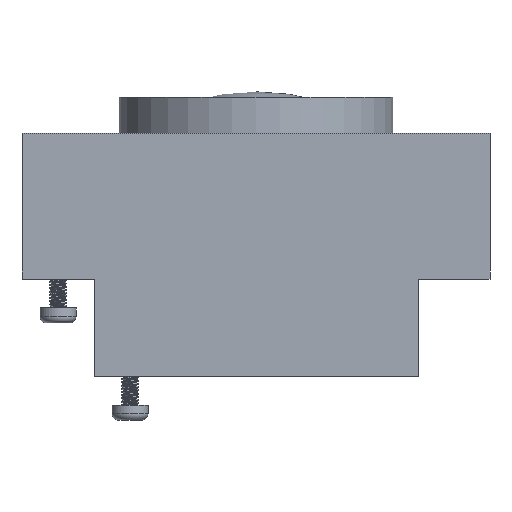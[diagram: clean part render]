
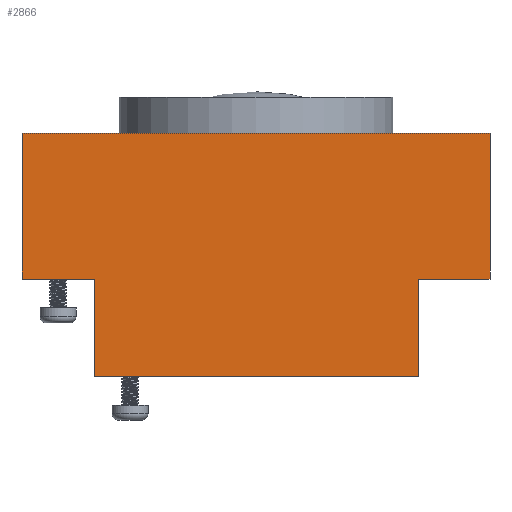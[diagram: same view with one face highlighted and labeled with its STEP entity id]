
A CAD part, front view. The second image highlights one B-rep face of the part: STEP entity #2866.
In plain terms, the highlighted planar face has unit normal (0, -1, 0).
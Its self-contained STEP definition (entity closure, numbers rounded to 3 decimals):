
#168=PLANE('',#3102);
#369=FACE_OUTER_BOUND('',#534,.T.);
#534=EDGE_LOOP('',(#2428,#2429,#2430,#2431,#2432,#2433,#2434,#2435));
#773=LINE('',#6691,#1045);
#774=LINE('',#6693,#1046);
#775=LINE('',#6695,#1047);
#776=LINE('',#6697,#1048);
#777=LINE('',#6699,#1049);
#778=LINE('',#6701,#1050);
#779=LINE('',#6703,#1051);
#780=LINE('',#6704,#1052);
#1045=VECTOR('',#3660,10.);
#1046=VECTOR('',#3661,10.);
#1047=VECTOR('',#3662,10.);
#1048=VECTOR('',#3663,10.);
#1049=VECTOR('',#3664,10.);
#1050=VECTOR('',#3665,10.);
#1051=VECTOR('',#3666,10.);
#1052=VECTOR('',#3667,10.);
#1423=VERTEX_POINT('',#6689);
#1424=VERTEX_POINT('',#6690);
#1425=VERTEX_POINT('',#6692);
#1426=VERTEX_POINT('',#6694);
#1427=VERTEX_POINT('',#6696);
#1428=VERTEX_POINT('',#6698);
#1429=VERTEX_POINT('',#6700);
#1430=VERTEX_POINT('',#6702);
#1782=EDGE_CURVE('',#1423,#1424,#773,.T.);
#1783=EDGE_CURVE('',#1424,#1425,#774,.T.);
#1784=EDGE_CURVE('',#1425,#1426,#775,.T.);
#1785=EDGE_CURVE('',#1426,#1427,#776,.T.);
#1786=EDGE_CURVE('',#1427,#1428,#777,.T.);
#1787=EDGE_CURVE('',#1428,#1429,#778,.T.);
#1788=EDGE_CURVE('',#1429,#1430,#779,.T.);
#1789=EDGE_CURVE('',#1430,#1423,#780,.T.);
#2428=ORIENTED_EDGE('',*,*,#1782,.T.);
#2429=ORIENTED_EDGE('',*,*,#1783,.T.);
#2430=ORIENTED_EDGE('',*,*,#1784,.T.);
#2431=ORIENTED_EDGE('',*,*,#1785,.T.);
#2432=ORIENTED_EDGE('',*,*,#1786,.T.);
#2433=ORIENTED_EDGE('',*,*,#1787,.T.);
#2434=ORIENTED_EDGE('',*,*,#1788,.T.);
#2435=ORIENTED_EDGE('',*,*,#1789,.T.);
#2866=ADVANCED_FACE('',(#369),#168,.F.);
#3102=AXIS2_PLACEMENT_3D('',#6688,#3658,#3659);
#3658=DIRECTION('center_axis',(0.,1.,0.));
#3659=DIRECTION('ref_axis',(-1.,0.,0.));
#3660=DIRECTION('',(-1.,0.,0.));
#3661=DIRECTION('',(0.,0.,-1.));
#3662=DIRECTION('',(1.,0.,0.));
#3663=DIRECTION('',(0.,0.,-1.));
#3664=DIRECTION('',(1.,0.,0.));
#3665=DIRECTION('',(0.,0.,1.));
#3666=DIRECTION('',(1.,0.,0.));
#3667=DIRECTION('',(0.,0.,1.));
#6688=CARTESIAN_POINT('Origin',(77.,6.,-2.125));
#6689=CARTESIAN_POINT('',(109.5,6.,8.));
#6690=CARTESIAN_POINT('',(44.5,6.,8.));
#6691=CARTESIAN_POINT('',(109.5,6.,8.));
#6692=CARTESIAN_POINT('',(44.5,6.,-12.25));
#6693=CARTESIAN_POINT('',(44.5,6.,8.));
#6694=CARTESIAN_POINT('',(54.5,6.,-12.25));
#6695=CARTESIAN_POINT('',(44.5,6.,-12.25));
#6696=CARTESIAN_POINT('',(54.5,6.,-25.75));
#6697=CARTESIAN_POINT('',(54.5,6.,-12.25));
#6698=CARTESIAN_POINT('',(99.5,6.,-25.75));
#6699=CARTESIAN_POINT('',(54.5,6.,-25.75));
#6700=CARTESIAN_POINT('',(99.5,6.,-12.25));
#6701=CARTESIAN_POINT('',(99.5,6.,-25.75));
#6702=CARTESIAN_POINT('',(109.5,6.,-12.25));
#6703=CARTESIAN_POINT('',(44.5,6.,-12.25));
#6704=CARTESIAN_POINT('',(109.5,6.,-12.25));
